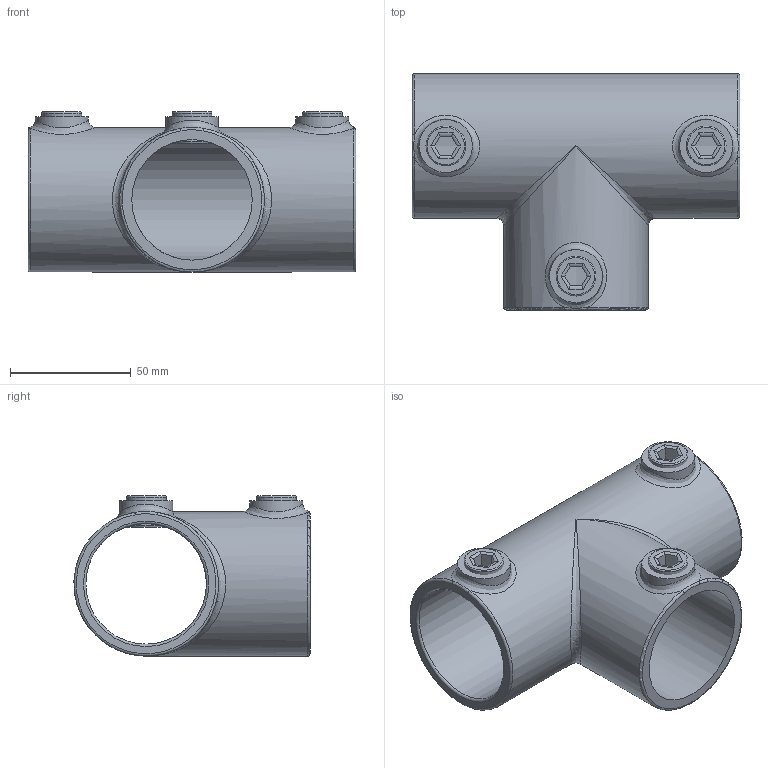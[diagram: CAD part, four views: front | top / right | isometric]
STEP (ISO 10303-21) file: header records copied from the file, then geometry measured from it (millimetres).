
FILE_DESCRIPTION (( 'STEP AP203' ), '1' );
FILE_NAME ('104-D48.STEP', '2021-12-02T10:17:46', ( '' ), ( '' ), 'SwSTEP 2.0', 'SolidWorks 2018', '' );
FILE_SCHEMA (( 'CONFIG_CONTROL_DESIGN' ));
Length unit declared in the file: millimetre
Products named in the file (7): 104-D48 Teil2; 104-D48; 104-D48 Teil1
Assembly tree (4 placements, depth 2):
  104-D48 Teil2
  104-D48 Teil2
  104-D48
    104-D48 Teil1
    104-D48 Teil2  x3
  104-D48 Teil2
  104-D48 Teil1
Bounding box: 136 x 97.96 x 66.5 mm (x, y, z)
Volume: 152524.5 mm3; surface area: 65609.2 mm2
Topology: 4 solids, 4 shells, 102 faces, 234 edges, 130 vertices
Faces by surface type: cylinder 49, plane 30, bspline 12, torus 11
Full cylindrical faces by diameter (mm): 15.25 x3, 16.5 x3, 22 x3, 50 x2, 60 x2
Entity records: 4934 total; most frequent: CARTESIAN_POINT 3291, DIRECTION 188, ORIENTED_EDGE 188, EDGE_CURVE 94, EDGE_LOOP 89, AXIS2_PLACEMENT_3D 79, FACE_OUTER_BOUND 76, VERTEX_POINT 63
